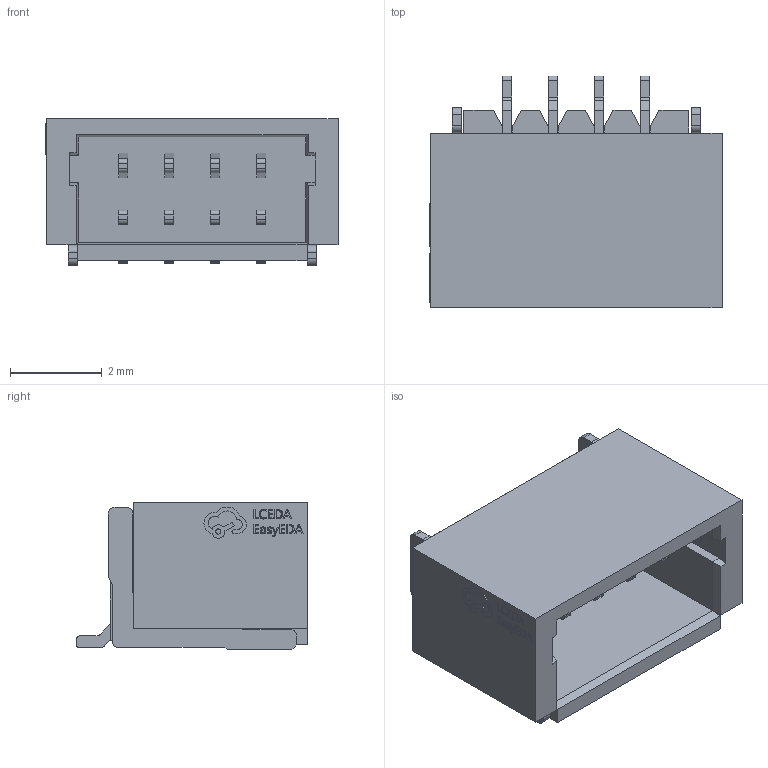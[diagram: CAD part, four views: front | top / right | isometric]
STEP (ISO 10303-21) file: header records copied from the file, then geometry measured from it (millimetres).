
FILE_DESCRIPTION(/* description */ ('Designed by EasyEDA Pro'),/* implementation_level */ '2;1');
FILE_NAME(/* name */ 'CONN-SMD_1x4P-P1.0-H_WAFER-SH1.0-4PWB.step',/* time_stamp */ '2024-01-01T17:29:25+08:00',/* author */ ('20220615'),/* organization */ ('Open CASCADE'),/* preprocessor_version */ 'ST-DEVELOPER v19',/* originating_system */ 'Autodesk Inventor 2023',/* authorisation */ 'Unknown');
FILE_SCHEMA (('AUTOMOTIVE_DESIGN { 1 0 10303 214 3 1 1 }'));
Length unit declared in the file: millimetre
Products named in the file (4): PCBModel; U1; CONN-SMD_4P-P1.00_SH1.0-4P; COMPOUND
Assembly tree (3 placements, depth 4):
  PCBModel
    U1
      CONN-SMD_4P-P1.00_SH1.0-4P
        COMPOUND
Bounding box: 6.36 x 5.05 x 3.2 mm (x, y, z)
Volume: 44.8 mm3; surface area: 242.7 mm2
Topology: 7 solids, 7 shells, 503 faces, 1383 edges, 918 vertices
Faces by surface type: plane 339, bspline 98, cylinder 66
Entity records: 17024 total; most frequent: CARTESIAN_POINT 3847, ORIENTED_EDGE 2766, DIRECTION 2315, EDGE_CURVE 1383, LINE 1055, VECTOR 1055, VERTEX_POINT 918, AXIS2_PLACEMENT_3D 630
